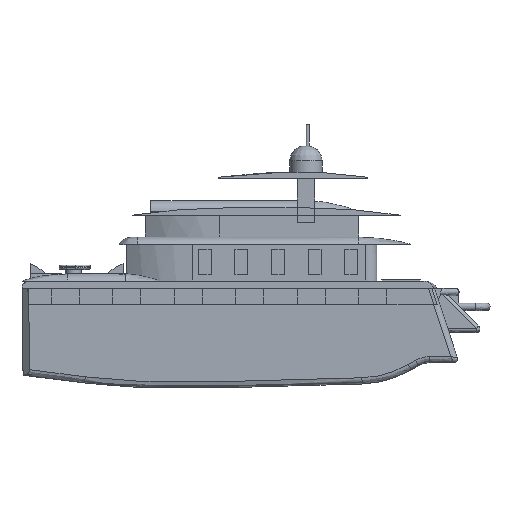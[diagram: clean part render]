
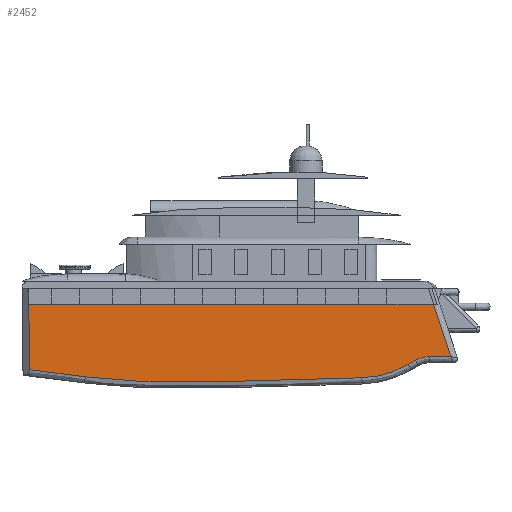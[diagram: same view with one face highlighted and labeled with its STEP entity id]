
A CAD part, top view. The second image highlights one B-rep face of the part: STEP entity #2452.
In plain terms, the highlighted free-form (B-spline) face has degree [1, 1] with [2, 2] control points.
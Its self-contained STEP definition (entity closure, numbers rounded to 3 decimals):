
#2067 = VERTEX_POINT('',#2068);
#2068 = CARTESIAN_POINT('',(-90.816,52.829,
    127.745));
#2073 = EDGE_CURVE('',#2074,#2067,#2076,.T.);
#2074 = VERTEX_POINT('',#2075);
#2075 = CARTESIAN_POINT('',(141.027,52.829,
    127.745));
#2076 = B_SPLINE_CURVE_WITH_KNOTS('',1,(#2077,#2078),.UNSPECIFIED.,.F.,
  .F.,(2,2),(4.209,261.923),.PIECEWISE_BEZIER_KNOTS.);
#2077 = CARTESIAN_POINT('',(141.027,52.829,
    127.745));
#2078 = CARTESIAN_POINT('',(-90.816,52.829,
    127.745));
#2097 = VERTEX_POINT('',#2098);
#2098 = CARTESIAN_POINT('',(154.787,10.809,
    127.745));
#2157 = EDGE_CURVE('',#2097,#2158,#2160,.T.);
#2158 = VERTEX_POINT('',#2159);
#2159 = CARTESIAN_POINT('',(141.674,10.809,
    127.745));
#2160 = B_SPLINE_CURVE_WITH_KNOTS('',1,(#2161,#2162),.UNSPECIFIED.,.F.,
  .F.,(2,2),(-76.165,-61.589),.PIECEWISE_BEZIER_KNOTS.);
#2161 = CARTESIAN_POINT('',(154.787,10.809,
    127.745));
#2162 = CARTESIAN_POINT('',(141.674,10.809,
    127.745));
#2182 = VERTEX_POINT('',#2183);
#2183 = CARTESIAN_POINT('',(133.148,8.53,
    127.745));
#2191 = EDGE_CURVE('',#2158,#2182,#2192,.T.);
#2192 = ( BOUNDED_CURVE() B_SPLINE_CURVE(2,(#2193,#2194,#2195),
.UNSPECIFIED.,.F.,.F.) B_SPLINE_CURVE_WITH_KNOTS((3,3),(6.022,
6.544),.PIECEWISE_BEZIER_KNOTS.) CURVE() 
GEOMETRIC_REPRESENTATION_ITEM() RATIONAL_B_SPLINE_CURVE((1.,
0.966,1.)) REPRESENTATION_ITEM('') );
#2193 = CARTESIAN_POINT('',(141.674,10.809,
    127.745));
#2194 = CARTESIAN_POINT('',(137.106,10.809,
    127.745));
#2195 = CARTESIAN_POINT('',(133.148,8.53,
    127.745));
#2211 = VERTEX_POINT('',#2212);
#2212 = CARTESIAN_POINT('',(128.77,6.011,
    127.745));
#2220 = EDGE_CURVE('',#2182,#2211,#2221,.T.);
#2221 = B_SPLINE_CURVE_WITH_KNOTS('',1,(#2222,#2223),.UNSPECIFIED.,.F.,
  .F.,(2,2),(-55.545,-49.93),.PIECEWISE_BEZIER_KNOTS.);
#2222 = CARTESIAN_POINT('',(133.148,8.53,
    127.745));
#2223 = CARTESIAN_POINT('',(128.77,6.011,
    127.745));
#2235 = EDGE_CURVE('',#2211,#2236,#2238,.T.);
#2236 = VERTEX_POINT('',#2237);
#2237 = CARTESIAN_POINT('',(100.16,-2.167,
    127.745));
#2238 = B_SPLINE_CURVE_WITH_KNOTS('',3,(#2239,#2240,#2241,#2242,#2243),
  .UNSPECIFIED.,.F.,.F.,(4,1,4),(0.,1.432,3.341),
  .UNSPECIFIED.);
#2239 = CARTESIAN_POINT('',(128.77,6.011,
    127.745));
#2240 = CARTESIAN_POINT('',(125.049,3.869,
    127.745));
#2241 = CARTESIAN_POINT('',(115.843,-0.218,
    127.745));
#2242 = CARTESIAN_POINT('',(105.881,-1.969,
    127.745));
#2243 = CARTESIAN_POINT('',(100.16,-2.167,
    127.745));
#2284 = VERTEX_POINT('',#2285);
#2285 = CARTESIAN_POINT('',(-69.865,-1.595,
    127.745));
#2291 = EDGE_CURVE('',#2236,#2284,#2292,.T.);
#2292 = B_SPLINE_CURVE_WITH_KNOTS('',3,(#2293,#2294,#2295,#2296,#2297,
    #2298,#2299,#2300,#2301,#2302),.UNSPECIFIED.,.F.,.F.,(4,1,1,1,1,1,1,
    4),(-18.942,-13.53,-9.471,-8.118,
    -5.412,-2.706,-1.353,0.),.UNSPECIFIED.);
#2293 = CARTESIAN_POINT('',(100.16,-2.167,
    127.745));
#2294 = CARTESIAN_POINT('',(83.941,-2.727,
    127.745));
#2295 = CARTESIAN_POINT('',(55.595,-3.631,
    127.745));
#2296 = CARTESIAN_POINT('',(23.235,-4.403,
    127.745));
#2297 = CARTESIAN_POINT('',(-1.078,-4.728,
    127.745));
#2298 = CARTESIAN_POINT('',(-21.359,-4.769,
    127.745));
#2299 = CARTESIAN_POINT('',(-41.637,-4.259,
    127.745));
#2300 = CARTESIAN_POINT('',(-57.802,-3.144,
    127.745));
#2301 = CARTESIAN_POINT('',(-65.855,-2.213,
    127.745));
#2302 = CARTESIAN_POINT('',(-69.865,-1.595,
    127.745));
#2359 = EDGE_CURVE('',#2284,#2360,#2362,.T.);
#2360 = VERTEX_POINT('',#2361);
#2361 = CARTESIAN_POINT('',(-104.148,2.803,
    127.745));
#2362 = B_SPLINE_CURVE_WITH_KNOTS('',3,(#2363,#2364,#2365,#2366),
  .UNSPECIFIED.,.F.,.F.,(4,4),(0.,3.842),
  .PIECEWISE_BEZIER_KNOTS.);
#2363 = CARTESIAN_POINT('',(-69.865,-1.595,
    127.745));
#2364 = CARTESIAN_POINT('',(-81.253,0.16,
    127.745));
#2365 = CARTESIAN_POINT('',(-92.685,1.627,
    127.745));
#2366 = CARTESIAN_POINT('',(-104.148,2.803,
    127.745));
#2412 = EDGE_CURVE('',#2074,#2097,#2413,.T.);
#2413 = B_SPLINE_CURVE_WITH_KNOTS('',1,(#2414,#2415),.UNSPECIFIED.,.F.,
  .F.,(2,2),(-25.066,24.085),.PIECEWISE_BEZIER_KNOTS.);
#2414 = CARTESIAN_POINT('',(141.027,52.829,
    127.745));
#2415 = CARTESIAN_POINT('',(154.787,10.809,
    127.745));
#2428 = EDGE_CURVE('',#2360,#2429,#2431,.T.);
#2429 = VERTEX_POINT('',#2430);
#2430 = CARTESIAN_POINT('',(-104.759,52.658,
    127.745));
#2431 = B_SPLINE_CURVE_WITH_KNOTS('',1,(#2432,#2433),.UNSPECIFIED.,.F.,
  .F.,(2,2),(-37.562,17.86),.PIECEWISE_BEZIER_KNOTS.);
#2432 = CARTESIAN_POINT('',(-104.148,2.803,
    127.745));
#2433 = CARTESIAN_POINT('',(-104.759,52.658,
    127.745));
#2452 = ADVANCED_FACE('',(#2453),#2469,.T.);
#2453 = FACE_BOUND('',#2454,.T.);
#2454 = EDGE_LOOP('',(#2455,#2456,#2457,#2458,#2459,#2460,#2461,#2462,
    #2463,#2468));
#2455 = ORIENTED_EDGE('',*,*,#2359,.F.);
#2456 = ORIENTED_EDGE('',*,*,#2291,.F.);
#2457 = ORIENTED_EDGE('',*,*,#2235,.F.);
#2458 = ORIENTED_EDGE('',*,*,#2220,.F.);
#2459 = ORIENTED_EDGE('',*,*,#2191,.F.);
#2460 = ORIENTED_EDGE('',*,*,#2157,.F.);
#2461 = ORIENTED_EDGE('',*,*,#2412,.F.);
#2462 = ORIENTED_EDGE('',*,*,#2073,.T.);
#2463 = ORIENTED_EDGE('',*,*,#2464,.T.);
#2464 = EDGE_CURVE('',#2067,#2429,#2465,.T.);
#2465 = B_SPLINE_CURVE_WITH_KNOTS('',1,(#2466,#2467),.UNSPECIFIED.,.F.,
  .F.,(2,2),(0.,15.5),.PIECEWISE_BEZIER_KNOTS.);
#2466 = CARTESIAN_POINT('',(-90.816,52.829,
    127.745));
#2467 = CARTESIAN_POINT('',(-104.759,52.658,
    127.745));
#2468 = ORIENTED_EDGE('',*,*,#2428,.F.);
#2469 = B_SPLINE_SURFACE_WITH_KNOTS('',1,1,(
    (#2470,#2471)
    ,(#2472,#2473
    )),.UNSPECIFIED.,.F.,.F.,.F.,(2,2),(2,2),(-154.763,
    133.746),(-30.012,34.014),
  .PIECEWISE_BEZIER_KNOTS.);
#2470 = CARTESIAN_POINT('',(-104.759,-4.769,
    127.745));
#2471 = CARTESIAN_POINT('',(-104.759,52.829,
    127.745));
#2472 = CARTESIAN_POINT('',(154.787,-4.769,
    127.745));
#2473 = CARTESIAN_POINT('',(154.787,52.829,
    127.745));
